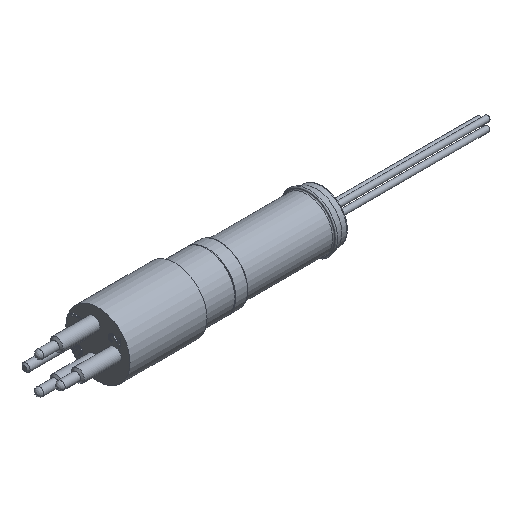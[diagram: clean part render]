
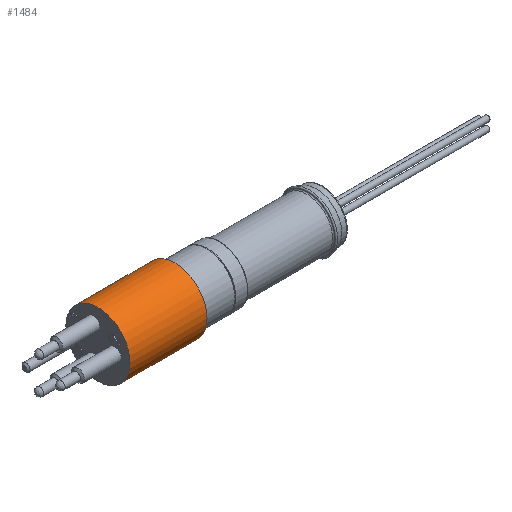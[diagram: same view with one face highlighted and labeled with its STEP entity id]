
A CAD part, isometric view. The second image highlights one B-rep face of the part: STEP entity #1484.
In plain terms, the highlighted cylindrical face has radius 7.938 mm (diameter 15.875 mm), a full revolution.
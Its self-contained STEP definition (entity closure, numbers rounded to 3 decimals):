
#116=LINE('',#2311,#201);
#201=VECTOR('',#1874,7.938);
#282=CYLINDRICAL_SURFACE('',#1633,7.938);
#312=FACE_OUTER_BOUND('',#393,.T.);
#393=EDGE_LOOP('',(#1031,#1032,#1033,#1034,#1035,#1036));
#513=CIRCLE('',#1634,7.938);
#514=CIRCLE('',#1635,7.938);
#515=CIRCLE('',#1636,7.938);
#516=CIRCLE('',#1637,7.938);
#600=VERTEX_POINT('',#2307);
#601=VERTEX_POINT('',#2308);
#602=VERTEX_POINT('',#2310);
#603=VERTEX_POINT('',#2312);
#768=EDGE_CURVE('',#600,#601,#513,.T.);
#769=EDGE_CURVE('',#601,#602,#116,.T.);
#770=EDGE_CURVE('',#603,#602,#514,.T.);
#771=EDGE_CURVE('',#602,#603,#515,.T.);
#772=EDGE_CURVE('',#601,#600,#516,.T.);
#1031=ORIENTED_EDGE('',*,*,#768,.T.);
#1032=ORIENTED_EDGE('',*,*,#769,.T.);
#1033=ORIENTED_EDGE('',*,*,#770,.F.);
#1034=ORIENTED_EDGE('',*,*,#771,.F.);
#1035=ORIENTED_EDGE('',*,*,#769,.F.);
#1036=ORIENTED_EDGE('',*,*,#772,.T.);
#1484=ADVANCED_FACE('',(#312),#282,.T.);
#1633=AXIS2_PLACEMENT_3D('',#2306,#1870,#1871);
#1634=AXIS2_PLACEMENT_3D('',#2309,#1872,#1873);
#1635=AXIS2_PLACEMENT_3D('',#2313,#1875,#1876);
#1636=AXIS2_PLACEMENT_3D('',#2314,#1877,#1878);
#1637=AXIS2_PLACEMENT_3D('',#2315,#1879,#1880);
#1870=DIRECTION('center_axis',(1.,0.,0.));
#1871=DIRECTION('ref_axis',(0.,0.,-1.));
#1872=DIRECTION('center_axis',(-1.,0.,0.));
#1873=DIRECTION('ref_axis',(0.,0.,1.));
#1874=DIRECTION('',(-1.,0.,0.));
#1875=DIRECTION('center_axis',(-1.,0.,0.));
#1876=DIRECTION('ref_axis',(0.,0.,1.));
#1877=DIRECTION('center_axis',(-1.,0.,0.));
#1878=DIRECTION('ref_axis',(0.,0.,1.));
#1879=DIRECTION('center_axis',(-1.,0.,0.));
#1880=DIRECTION('ref_axis',(0.,0.,1.));
#2306=CARTESIAN_POINT('Origin',(-20.65,0.,0.));
#2307=CARTESIAN_POINT('',(-1.6,0.,-7.938));
#2308=CARTESIAN_POINT('',(-1.6,0.,7.938));
#2309=CARTESIAN_POINT('Origin',(-1.6,0.,0.));
#2310=CARTESIAN_POINT('',(-20.65,0.,7.938));
#2311=CARTESIAN_POINT('',(-20.65,0.,7.938));
#2312=CARTESIAN_POINT('',(-20.65,0.,-7.938));
#2313=CARTESIAN_POINT('Origin',(-20.65,0.,0.));
#2314=CARTESIAN_POINT('Origin',(-20.65,0.,0.));
#2315=CARTESIAN_POINT('Origin',(-1.6,0.,0.));
